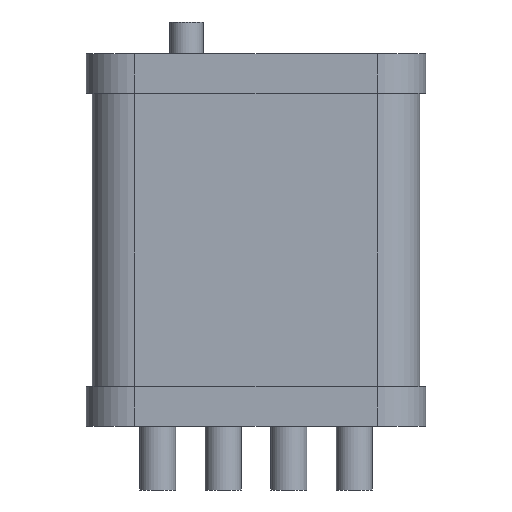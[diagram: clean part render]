
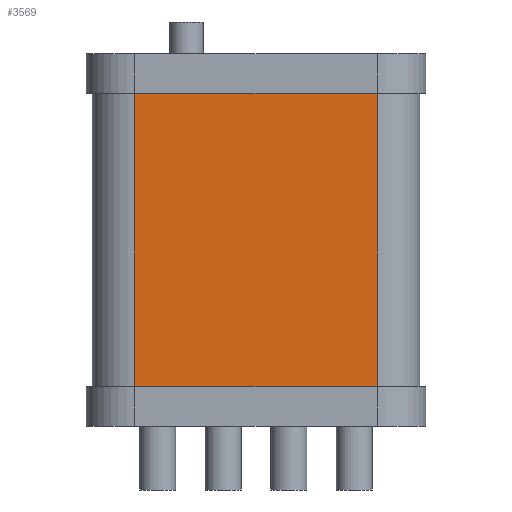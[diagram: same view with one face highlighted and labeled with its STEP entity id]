
A CAD part, front view. The second image highlights one B-rep face of the part: STEP entity #3569.
In plain terms, the highlighted planar face has unit normal (0, -1, 0).
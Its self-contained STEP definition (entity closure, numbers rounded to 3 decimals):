
#97=PLANE('',#3935);
#257=FACE_OUTER_BOUND('',#456,.T.);
#456=EDGE_LOOP('',(#2744,#2745,#2746,#2747));
#759=LINE('',#5949,#1068);
#760=LINE('',#5951,#1069);
#761=LINE('',#5953,#1070);
#762=LINE('',#5954,#1071);
#1068=VECTOR('',#4824,10.);
#1069=VECTOR('',#4825,10.);
#1070=VECTOR('',#4826,10.);
#1071=VECTOR('',#4827,10.);
#1627=VERTEX_POINT('',#5947);
#1628=VERTEX_POINT('',#5948);
#1629=VERTEX_POINT('',#5950);
#1630=VERTEX_POINT('',#5952);
#2097=EDGE_CURVE('',#1627,#1628,#759,.T.);
#2098=EDGE_CURVE('',#1628,#1629,#760,.T.);
#2099=EDGE_CURVE('',#1630,#1629,#761,.T.);
#2100=EDGE_CURVE('',#1627,#1630,#762,.T.);
#2744=ORIENTED_EDGE('',*,*,#2097,.T.);
#2745=ORIENTED_EDGE('',*,*,#2098,.T.);
#2746=ORIENTED_EDGE('',*,*,#2099,.F.);
#2747=ORIENTED_EDGE('',*,*,#2100,.F.);
#3569=ADVANCED_FACE('',(#257),#97,.T.);
#3935=AXIS2_PLACEMENT_3D('',#5946,#4822,#4823);
#4822=DIRECTION('center_axis',(0.,-1.,0.));
#4823=DIRECTION('ref_axis',(1.,0.,0.));
#4824=DIRECTION('',(1.,0.,0.));
#4825=DIRECTION('',(0.,0.,1.));
#4826=DIRECTION('',(1.,0.,0.));
#4827=DIRECTION('',(0.,0.,1.));
#5946=CARTESIAN_POINT('Origin',(-35.15,-12.35,0.));
#5947=CARTESIAN_POINT('',(-35.15,-12.35,0.));
#5948=CARTESIAN_POINT('',(35.15,-12.35,0.));
#5949=CARTESIAN_POINT('',(-35.15,-12.35,0.));
#5950=CARTESIAN_POINT('',(35.15,-12.35,100.));
#5951=CARTESIAN_POINT('',(35.15,-12.35,0.));
#5952=CARTESIAN_POINT('',(-35.15,-12.35,100.));
#5953=CARTESIAN_POINT('',(-35.15,-12.35,100.));
#5954=CARTESIAN_POINT('',(-35.15,-12.35,0.));
